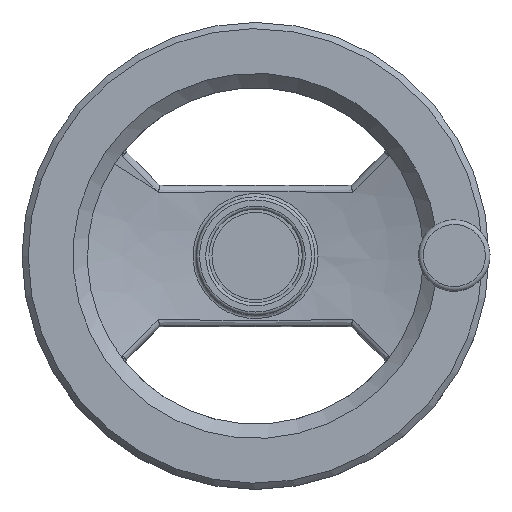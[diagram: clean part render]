
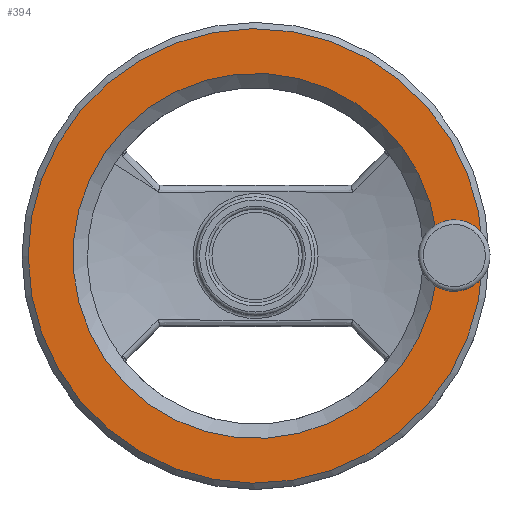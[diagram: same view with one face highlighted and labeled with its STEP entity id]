
A CAD part, top view. The second image highlights one B-rep face of the part: STEP entity #394.
In plain terms, the highlighted planar face has unit normal (0, 0, 1).
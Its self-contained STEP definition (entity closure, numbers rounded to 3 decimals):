
#394 = ADVANCED_FACE( '', ( #910 ), #911, .F. );
#910 = FACE_OUTER_BOUND( '', #2822, .T. );
#911 = PLANE( '', #2823 );
#2822 = EDGE_LOOP( '', ( #5094, #5095, #5096, #5097 ) );
#2823 = AXIS2_PLACEMENT_3D( '', #5098, #5099, #5100 );
#5094 = ORIENTED_EDGE( '', *, *, #6104, .T. );
#5095 = ORIENTED_EDGE( '', *, *, #6023, .T. );
#5096 = ORIENTED_EDGE( '', *, *, #6105, .F. );
#5097 = ORIENTED_EDGE( '', *, *, #6021, .T. );
#5098 = CARTESIAN_POINT( '', ( 63.84, 0., 33. ) );
#5099 = DIRECTION( '', ( 0., 0., -1. ) );
#5100 = DIRECTION( '', ( 0.924, 0.383, 0. ) );
#6021 = EDGE_CURVE( '', #6737, #6726, #6738, .F. );
#6023 = EDGE_CURVE( '', #6727, #6739, #6741, .F. );
#6104 = EDGE_CURVE( '', #6726, #6727, #6852, .F. );
#6105 = EDGE_CURVE( '', #6737, #6739, #6853, .T. );
#6726 = VERTEX_POINT( '', #8711 );
#6727 = VERTEX_POINT( '', #8712 );
#6737 = VERTEX_POINT( '', #8722 );
#6738 = CIRCLE( '', #8723, 9.3 );
#6739 = VERTEX_POINT( '', #8724 );
#6741 = CIRCLE( '', #8726, 9.3 );
#6852 = CIRCLE( '', #9197, 73. );
#6853 = CIRCLE( '', #9198, 58.65 );
#8711 = CARTESIAN_POINT( '', ( 72.98, 1.721, 33. ) );
#8712 = CARTESIAN_POINT( '', ( 72.98, -1.721, 33. ) );
#8722 = CARTESIAN_POINT( '', ( 58.184, 7.382, 33. ) );
#8723 = AXIS2_PLACEMENT_3D( '', #10455, #10456, #10457 );
#8724 = CARTESIAN_POINT( '', ( 58.184, -7.382, 33. ) );
#8726 = AXIS2_PLACEMENT_3D( '', #10461, #10462, #10463 );
#9197 = AXIS2_PLACEMENT_3D( '', #10552, #10553, #10554 );
#9198 = AXIS2_PLACEMENT_3D( '', #10555, #10556, #10557 );
#10455 = CARTESIAN_POINT( '', ( 63.84, 0., 33. ) );
#10456 = DIRECTION( '', ( 0., 0., 1. ) );
#10457 = DIRECTION( '', ( -1., 0., 0. ) );
#10461 = CARTESIAN_POINT( '', ( 63.84, 0., 33. ) );
#10462 = DIRECTION( '', ( 0., 0., 1. ) );
#10463 = DIRECTION( '', ( 1., 0., 0. ) );
#10552 = CARTESIAN_POINT( '', ( 0., 0., 33. ) );
#10553 = DIRECTION( '', ( 0., 0., -1. ) );
#10554 = DIRECTION( '', ( -1., 0., 0. ) );
#10555 = CARTESIAN_POINT( '', ( 0., 0., 33. ) );
#10556 = DIRECTION( '', ( 0., 0., 1. ) );
#10557 = DIRECTION( '', ( 1., 0., 0. ) );
